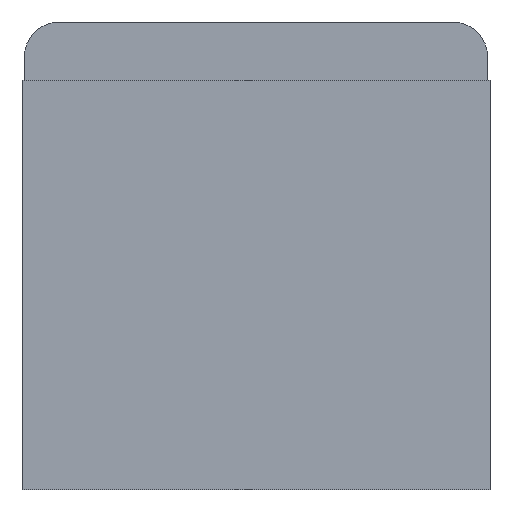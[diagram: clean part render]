
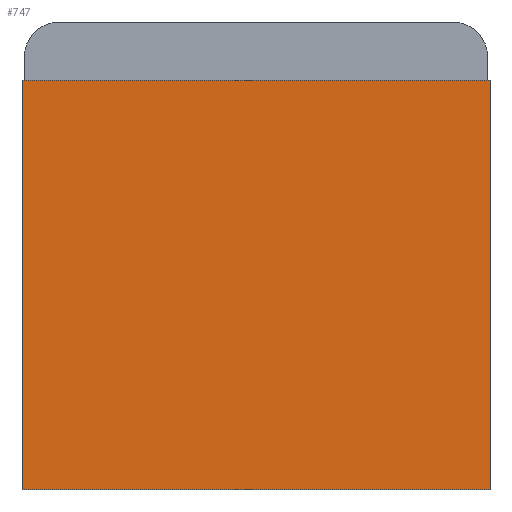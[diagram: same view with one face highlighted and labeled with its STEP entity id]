
A CAD part, front view. The second image highlights one B-rep face of the part: STEP entity #747.
In plain terms, the highlighted planar face has unit normal (0, -1, 0).
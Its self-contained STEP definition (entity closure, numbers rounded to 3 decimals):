
#48 = DIRECTION ( 'NONE',  ( 0., 0., 1. ) ) ;
#49 = EDGE_CURVE ( 'NONE', #765, #554, #160, .T. ) ;
#55 = CARTESIAN_POINT ( 'NONE',  ( -20., 0., 38.325 ) ) ;
#78 = LINE ( 'NONE', #55, #887 ) ;
#93 = VECTOR ( 'NONE', #48, 1000. ) ;
#96 = CARTESIAN_POINT ( 'NONE',  ( -20., 0., 0. ) ) ;
#123 = EDGE_CURVE ( 'NONE', #786, #492, #78, .T. ) ;
#147 = DIRECTION ( 'NONE',  ( 0., 0., -1. ) ) ;
#160 = LINE ( 'NONE', #478, #93 ) ;
#208 = DIRECTION ( 'NONE',  ( 0., -1., 0. ) ) ;
#253 = CARTESIAN_POINT ( 'NONE',  ( 20., 0., 35. ) ) ;
#353 = PLANE ( 'NONE',  #475 ) ;
#355 = DIRECTION ( 'NONE',  ( 0., 0., -1. ) ) ;
#357 = FACE_OUTER_BOUND ( 'NONE', #743, .T. ) ;
#380 = VECTOR ( 'NONE', #756, 1000. ) ;
#475 = AXIS2_PLACEMENT_3D ( 'NONE', #569, #208, #147 ) ;
#478 = CARTESIAN_POINT ( 'NONE',  ( 20., 0., 38.325 ) ) ;
#489 = VECTOR ( 'NONE', #564, 1000. ) ;
#492 = VERTEX_POINT ( 'NONE', #96 ) ;
#541 = ORIENTED_EDGE ( 'NONE', *, *, #49, .T. ) ;
#544 = CARTESIAN_POINT ( 'NONE',  ( 20., 0., 35. ) ) ;
#554 = VERTEX_POINT ( 'NONE', #544 ) ;
#560 = EDGE_CURVE ( 'NONE', #554, #786, #816, .T. ) ;
#564 = DIRECTION ( 'NONE',  ( -1., 0., 0. ) ) ;
#569 = CARTESIAN_POINT ( 'NONE',  ( 20., 0., 38.325 ) ) ;
#674 = ORIENTED_EDGE ( 'NONE', *, *, #123, .T. ) ;
#689 = ORIENTED_EDGE ( 'NONE', *, *, #560, .T. ) ;
#705 = CARTESIAN_POINT ( 'NONE',  ( 20., 0., 0. ) ) ;
#743 = EDGE_LOOP ( 'NONE', ( #541, #689, #674, #807 ) ) ;
#747 = ADVANCED_FACE ( 'NONE', ( #357 ), #353, .T. ) ;
#756 = DIRECTION ( 'NONE',  ( -1., 0., 0. ) ) ;
#765 = VERTEX_POINT ( 'NONE', #861 ) ;
#786 = VERTEX_POINT ( 'NONE', #859 ) ;
#802 = EDGE_CURVE ( 'NONE', #765, #492, #875, .T. ) ;
#807 = ORIENTED_EDGE ( 'NONE', *, *, #802, .F. ) ;
#816 = LINE ( 'NONE', #253, #380 ) ;
#859 = CARTESIAN_POINT ( 'NONE',  ( -20., 0., 35. ) ) ;
#861 = CARTESIAN_POINT ( 'NONE',  ( 20., 0., 0. ) ) ;
#875 = LINE ( 'NONE', #705, #489 ) ;
#887 = VECTOR ( 'NONE', #355, 1000. ) ;
